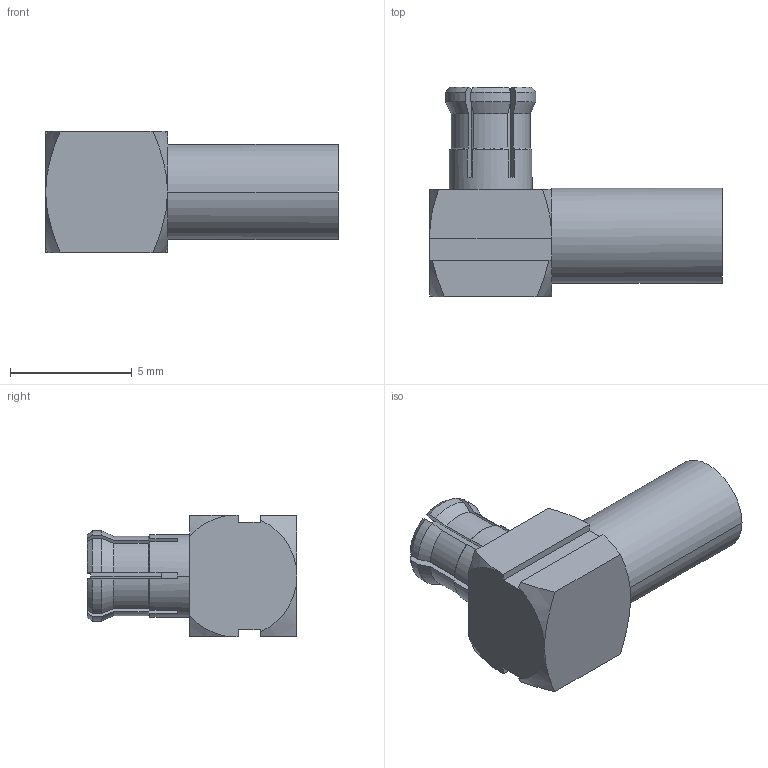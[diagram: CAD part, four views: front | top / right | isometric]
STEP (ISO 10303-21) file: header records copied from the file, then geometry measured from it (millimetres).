
FILE_DESCRIPTION((''),'2;1');
FILE_NAME('252100_SW0001','2020-02-26T',('karthik'),(''),'CREO PARAMETRIC BY PTC INC, 2018360','CREO PARAMETRIC BY PTC INC, 2018360','');
FILE_SCHEMA(('CONFIG_CONTROL_DESIGN'));
Length unit declared in the file: millimetre
Products named in the file (1): 252100_SW0001
Bounding box: 12 x 8.6 x 5 mm (x, y, z)
Volume: 185.6 mm3; surface area: 418.6 mm2
Topology: 1 solids, 1 shells, 125 faces, 326 edges, 210 vertices
Faces by surface type: plane 47, cylinder 40, cone 38
Entity records: 4084 total; most frequent: CARTESIAN_POINT 999, ORIENTED_EDGE 652, DIRECTION 628, EDGE_CURVE 326, AXIS2_PLACEMENT_3D 245, VERTEX_POINT 210, VECTOR 138, LINE 138
